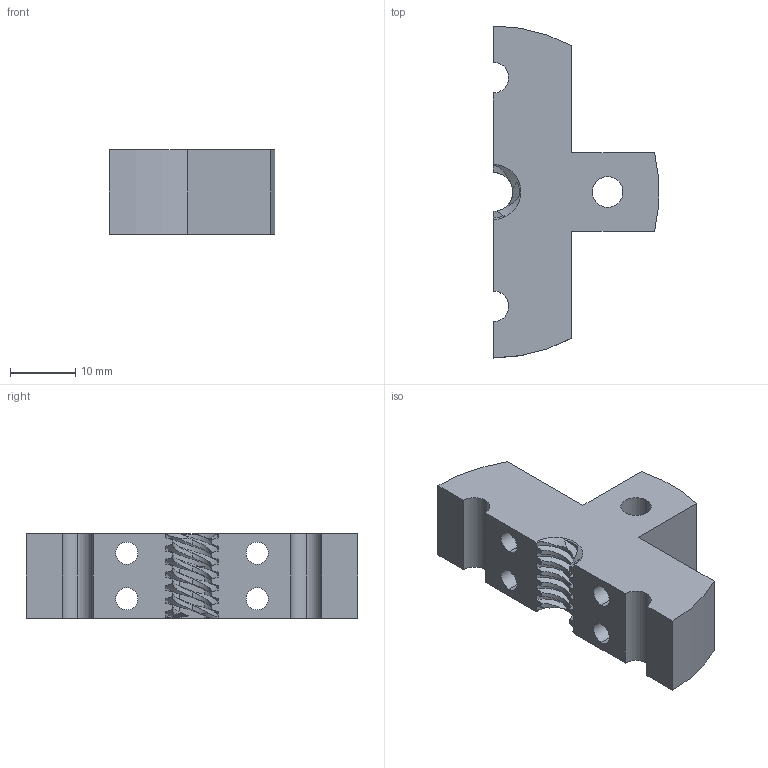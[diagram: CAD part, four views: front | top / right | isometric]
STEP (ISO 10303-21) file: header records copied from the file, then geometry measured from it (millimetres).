
FILE_DESCRIPTION (( 'STEP AP214' ), '1' );
FILE_NAME ('4. Screw holder 1.STEP', '2024-07-11T21:45:42', ( '' ), ( '' ), 'SwSTEP 2.0', 'SolidWorks 2023', '' );
FILE_SCHEMA (( 'AUTOMOTIVE_DESIGN' ));
Length unit declared in the file: millimetre
Products named in the file (1): 4. Screw holder 1
Bounding box: 25.32 x 50.8 x 13 mm (x, y, z)
Volume: 8530.7 mm3; surface area: 4128.6 mm2
Topology: 1 solids, 1 shells, 81 faces, 237 edges, 158 vertices
Faces by surface type: cylinder 31, bspline 30, plane 16, cone 4
Entity records: 7049 total; most frequent: CARTESIAN_POINT 5270, ORIENTED_EDGE 474, DIRECTION 253, EDGE_CURVE 237, VERTEX_POINT 158, AXIS2_PLACEMENT_3D 94, EDGE_LOOP 91, FACE_OUTER_BOUND 81
